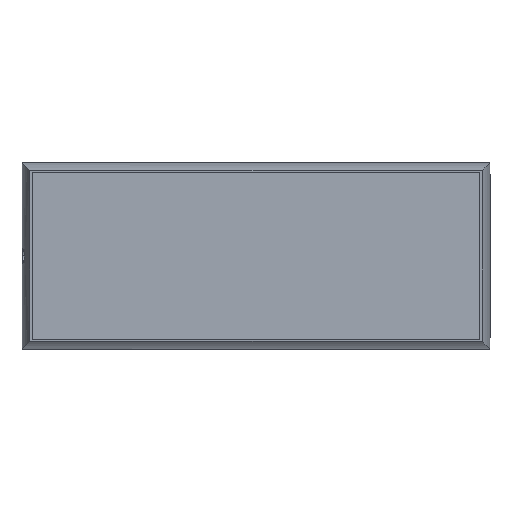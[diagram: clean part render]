
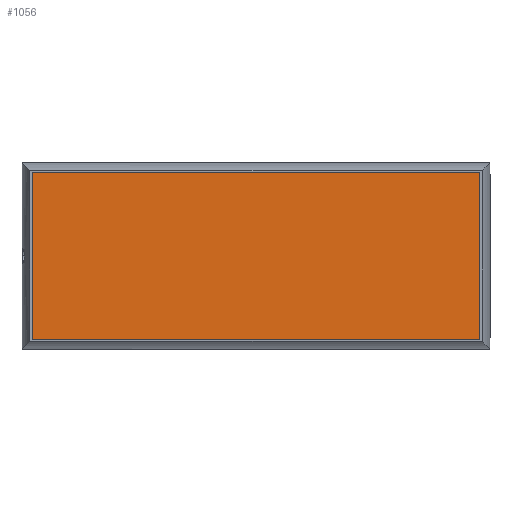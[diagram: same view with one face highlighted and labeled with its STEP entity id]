
A CAD part, top view. The second image highlights one B-rep face of the part: STEP entity #1056.
In plain terms, the highlighted planar face has unit normal (0, 0, 1).
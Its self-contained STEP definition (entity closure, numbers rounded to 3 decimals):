
#443=DIRECTION('',(-1.,0.,0.));
#444=VECTOR('',#443,487.);
#445=CARTESIAN_POINT('',(243.5,90.4,19.));
#446=LINE('',#445,#444);
#447=DIRECTION('',(0.,1.,0.));
#448=VECTOR('',#447,180.8);
#449=CARTESIAN_POINT('',(243.5,-90.4,19.));
#450=LINE('',#449,#448);
#451=DIRECTION('',(1.,0.,0.));
#452=VECTOR('',#451,487.);
#453=CARTESIAN_POINT('',(-243.5,-90.4,19.));
#454=LINE('',#453,#452);
#455=DIRECTION('',(0.,-1.,0.));
#456=VECTOR('',#455,180.8);
#457=CARTESIAN_POINT('',(-243.5,90.4,19.));
#458=LINE('',#457,#456);
#515=CARTESIAN_POINT('',(243.5,90.4,19.));
#516=CARTESIAN_POINT('',(-243.5,90.4,19.));
#517=VERTEX_POINT('',#515);
#518=VERTEX_POINT('',#516);
#519=CARTESIAN_POINT('',(-243.5,-90.4,19.));
#520=VERTEX_POINT('',#519);
#521=CARTESIAN_POINT('',(243.5,-90.4,19.));
#522=VERTEX_POINT('',#521);
#1045=CARTESIAN_POINT('',(0.,0.,19.));
#1046=DIRECTION('',(0.,0.,1.));
#1047=DIRECTION('',(1.,0.,0.));
#1048=AXIS2_PLACEMENT_3D('',#1045,#1046,#1047);
#1049=PLANE('',#1048);
#1050=ORIENTED_EDGE('',*,*,#997,.F.);
#1051=ORIENTED_EDGE('',*,*,#1012,.F.);
#1052=ORIENTED_EDGE('',*,*,#1026,.F.);
#1053=ORIENTED_EDGE('',*,*,#1039,.F.);
#1054=EDGE_LOOP('',(#1050,#1051,#1052,#1053));
#1055=FACE_OUTER_BOUND('',#1054,.F.);
#1056=ADVANCED_FACE('',(#1055),#1049,.T.);
#997=EDGE_CURVE('',#517,#518,#446,.T.);
#1012=EDGE_CURVE('',#522,#517,#450,.T.);
#1026=EDGE_CURVE('',#520,#522,#454,.T.);
#1039=EDGE_CURVE('',#518,#520,#458,.T.);
